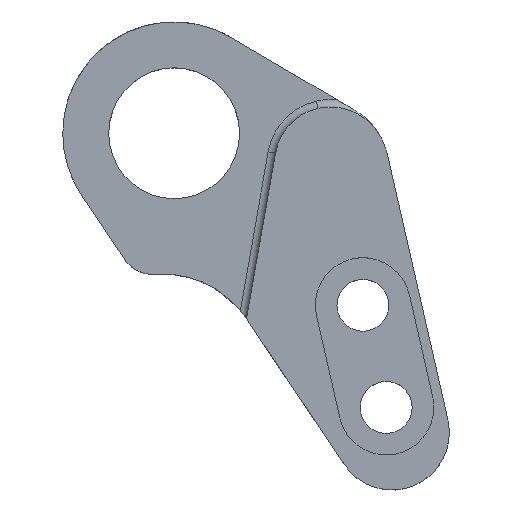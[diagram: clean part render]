
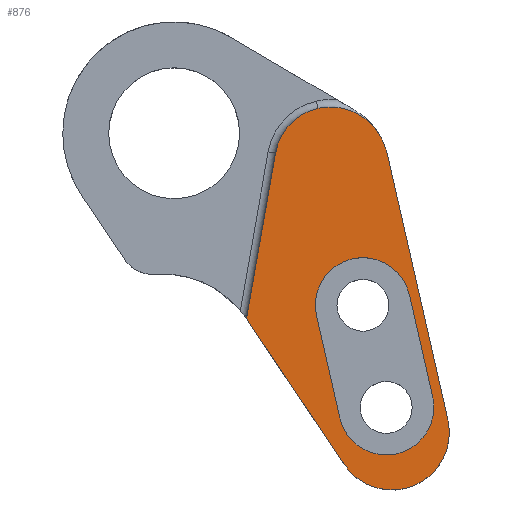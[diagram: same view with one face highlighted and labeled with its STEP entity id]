
A CAD part, top view. The second image highlights one B-rep face of the part: STEP entity #876.
In plain terms, the highlighted planar face has unit normal (0, 0, 1).
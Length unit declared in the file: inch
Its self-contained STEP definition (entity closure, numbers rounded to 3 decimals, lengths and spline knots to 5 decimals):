
#8 = DIRECTION ( 'NONE',  ( 0.222, -0.975, 0. ) ) ;
#14 = CIRCLE ( 'NONE', #275, 0.28653 ) ;
#56 = EDGE_CURVE ( 'NONE', #523, #961, #1583, .T. ) ;
#63 = CIRCLE ( 'NONE', #1541, 0.28653 ) ;
#86 = DIRECTION ( 'NONE',  ( 1., 0., 0. ) ) ;
#138 = CIRCLE ( 'NONE', #2379, 0.045 ) ;
#192 = CARTESIAN_POINT ( 'NONE',  ( 5.02559, -1.41299, 0.94492 ) ) ;
#193 = CARTESIAN_POINT ( 'NONE',  ( 5.15233, -0.42625, 0.94492 ) ) ;
#203 = CARTESIAN_POINT ( 'NONE',  ( 5.39897, -1.40565, 0.94492 ) ) ;
#225 = CARTESIAN_POINT ( 'NONE',  ( 5.53908, -2.01987, 0.94492 ) ) ;
#273 = EDGE_LOOP ( 'NONE', ( #1774, #565, #2034, #1496, #2429, #603, #1553, #1468 ) ) ;
#275 = AXIS2_PLACEMENT_3D ( 'NONE', #1790, #2612, #1023 ) ;
#279 = EDGE_CURVE ( 'NONE', #587, #816, #794, .T. ) ;
#311 = DIRECTION ( 'NONE',  ( -0.557, 0.83, 0. ) ) ;
#334 = LINE ( 'NONE', #1921, #1360 ) ;
#335 = DIRECTION ( 'NONE',  ( 1., 0., 0. ) ) ;
#363 = DIRECTION ( 'NONE',  ( 0., 0., 1. ) ) ;
#365 = CIRCLE ( 'NONE', #1831, 0.345 ) ;
#410 = EDGE_CURVE ( 'NONE', #1616, #1313, #365, .T. ) ;
#426 = EDGE_CURVE ( 'NONE', #1543, #523, #63, .T. ) ;
#432 = ORIENTED_EDGE ( 'NONE', *, *, #806, .F. ) ;
#448 = AXIS2_PLACEMENT_3D ( 'NONE', #2377, #817, #792 ) ;
#453 = AXIS2_PLACEMENT_3D ( 'NONE', #2023, #2423, #1424 ) ;
#495 = AXIS2_PLACEMENT_3D ( 'NONE', #1113, #363, #335 ) ;
#523 = VERTEX_POINT ( 'NONE', #896 ) ;
#565 = ORIENTED_EDGE ( 'NONE', *, *, #1317, .T. ) ;
#572 = CARTESIAN_POINT ( 'NONE',  ( 5.85313, -2.10824, 0.94492 ) ) ;
#587 = VERTEX_POINT ( 'NONE', #1057 ) ;
#603 = ORIENTED_EDGE ( 'NONE', *, *, #805, .F. ) ;
#619 = ORIENTED_EDGE ( 'NONE', *, *, #1579, .T. ) ;
#638 = DIRECTION ( 'NONE',  ( 1., 0., 0. ) ) ;
#655 = EDGE_CURVE ( 'NONE', #1616, #789, #1335, .T. ) ;
#702 = VERTEX_POINT ( 'NONE', #752 ) ;
#728 = VECTOR ( 'NONE', #8, 39.37008 ) ;
#752 = CARTESIAN_POINT ( 'NONE',  ( 6.09778, -1.89242, 0.94492 ) ) ;
#783 = VECTOR ( 'NONE', #868, 39.37008 ) ;
#789 = VERTEX_POINT ( 'NONE', #1041 ) ;
#792 = DIRECTION ( 'NONE',  ( 1., 0., 0. ) ) ;
#794 = LINE ( 'NONE', #849, #1958 ) ;
#805 = EDGE_CURVE ( 'NONE', #1493, #1665, #1452, .T. ) ;
#806 = EDGE_CURVE ( 'NONE', #961, #1014, #2557, .T. ) ;
#816 = VERTEX_POINT ( 'NONE', #193 ) ;
#817 = DIRECTION ( 'NONE',  ( 0., 0., 1. ) ) ;
#820 = CIRCLE ( 'NONE', #1488, 0.33528 ) ;
#827 = CARTESIAN_POINT ( 'NONE',  ( 5.81843, -1.95615, 0.94492 ) ) ;
#849 = CARTESIAN_POINT ( 'NONE',  ( 5.15233, -0.42625, 0.94492 ) ) ;
#868 = DIRECTION ( 'NONE',  ( -0.222, 0.975, 0. ) ) ;
#876 = ADVANCED_FACE ( 'NONE', ( #2111, #2151 ), #1339, .T. ) ;
#896 = CARTESIAN_POINT ( 'NONE',  ( 5.39897, -1.40565, 0.94492 ) ) ;
#913 = AXIS2_PLACEMENT_3D ( 'NONE', #827, #1994, #1027 ) ;
#916 = CARTESIAN_POINT ( 'NONE',  ( 5.95767, -1.2782, 0.94492 ) ) ;
#939 = CARTESIAN_POINT ( 'NONE',  ( 5.77751, -0.31584, 0.94492 ) ) ;
#944 = CARTESIAN_POINT ( 'NONE',  ( 2.77526, 1.86139, 0.94492 ) ) ;
#961 = VERTEX_POINT ( 'NONE', #225 ) ;
#998 = DIRECTION ( 'NONE',  ( 0., 0., 1. ) ) ;
#1014 = VERTEX_POINT ( 'NONE', #2452 ) ;
#1023 = DIRECTION ( 'NONE',  ( 1., 0., 0. ) ) ;
#1027 = DIRECTION ( 'NONE',  ( 1., 0., 0. ) ) ;
#1041 = CARTESIAN_POINT ( 'NONE',  ( 4.98822, -1.43805, 0.94492 ) ) ;
#1057 = CARTESIAN_POINT ( 'NONE',  ( 4.98126, -1.40524, 0.94492 ) ) ;
#1113 = CARTESIAN_POINT ( 'NONE',  ( 5.48261, -0.48396, 0.94492 ) ) ;
#1136 = CARTESIAN_POINT ( 'NONE',  ( 5.40804, -0.15708, 0.94492 ) ) ;
#1242 = CIRCLE ( 'NONE', #448, 0.34123 ) ;
#1278 = DIRECTION ( 'NONE',  ( 0.172, 0.985, 0. ) ) ;
#1313 = VERTEX_POINT ( 'NONE', #1587 ) ;
#1317 = EDGE_CURVE ( 'NONE', #587, #789, #138, .T. ) ;
#1335 = LINE ( 'NONE', #944, #1732 ) ;
#1339 = PLANE ( 'NONE',  #495 ) ;
#1360 = VECTOR ( 'NONE', #1705, 39.37008 ) ;
#1383 = DIRECTION ( 'NONE',  ( 1., 0., 0. ) ) ;
#1391 = CARTESIAN_POINT ( 'NONE',  ( 5.82565, -0.43651, 0.94492 ) ) ;
#1407 = DIRECTION ( 'NONE',  ( 1., 0., 0. ) ) ;
#1424 = DIRECTION ( 'NONE',  ( 1., 0., 0. ) ) ;
#1439 = CARTESIAN_POINT ( 'NONE',  ( 5.81897, -0.40724, 0.94492 ) ) ;
#1452 = CIRCLE ( 'NONE', #453, 0.42 ) ;
#1462 = ORIENTED_EDGE ( 'NONE', *, *, #56, .F. ) ;
#1468 = ORIENTED_EDGE ( 'NONE', *, *, #1649, .T. ) ;
#1488 = AXIS2_PLACEMENT_3D ( 'NONE', #2417, #998, #1407 ) ;
#1493 = VERTEX_POINT ( 'NONE', #939 ) ;
#1496 = ORIENTED_EDGE ( 'NONE', *, *, #410, .T. ) ;
#1541 = AXIS2_PLACEMENT_3D ( 'NONE', #2427, #1617, #638 ) ;
#1543 = VERTEX_POINT ( 'NONE', #916 ) ;
#1553 = ORIENTED_EDGE ( 'NONE', *, *, #2075, .T. ) ;
#1579 = EDGE_CURVE ( 'NONE', #1543, #702, #334, .T. ) ;
#1583 = LINE ( 'NONE', #203, #728 ) ;
#1587 = CARTESIAN_POINT ( 'NONE',  ( 6.18949, -2.03151, 0.94492 ) ) ;
#1602 = ORIENTED_EDGE ( 'NONE', *, *, #1681, .F. ) ;
#1616 = VERTEX_POINT ( 'NONE', #1950 ) ;
#1617 = DIRECTION ( 'NONE',  ( 0., 0., 1. ) ) ;
#1649 = EDGE_CURVE ( 'NONE', #2555, #816, #820, .T. ) ;
#1665 = VERTEX_POINT ( 'NONE', #1391 ) ;
#1674 = EDGE_LOOP ( 'NONE', ( #1462, #2400, #619, #1602, #432 ) ) ;
#1681 = EDGE_CURVE ( 'NONE', #1014, #702, #14, .T. ) ;
#1705 = DIRECTION ( 'NONE',  ( 0.222, -0.975, 0. ) ) ;
#1732 = VECTOR ( 'NONE', #311, 39.37008 ) ;
#1774 = ORIENTED_EDGE ( 'NONE', *, *, #279, .F. ) ;
#1790 = CARTESIAN_POINT ( 'NONE',  ( 5.81843, -1.95615, 0.94492 ) ) ;
#1831 = AXIS2_PLACEMENT_3D ( 'NONE', #572, #1885, #86 ) ;
#1885 = DIRECTION ( 'NONE',  ( 0., 0., 1. ) ) ;
#1921 = CARTESIAN_POINT ( 'NONE',  ( 5.95767, -1.2782, 0.94492 ) ) ;
#1950 = CARTESIAN_POINT ( 'NONE',  ( 5.5666, -2.30041, 0.94492 ) ) ;
#1958 = VECTOR ( 'NONE', #1278, 39.37008 ) ;
#1994 = DIRECTION ( 'NONE',  ( 0., 0., 1. ) ) ;
#2012 = LINE ( 'NONE', #1439, #783 ) ;
#2023 = CARTESIAN_POINT ( 'NONE',  ( 5.41616, -0.52991, 0.94492 ) ) ;
#2034 = ORIENTED_EDGE ( 'NONE', *, *, #655, .F. ) ;
#2075 = EDGE_CURVE ( 'NONE', #1493, #2555, #1242, .T. ) ;
#2111 = FACE_BOUND ( 'NONE', #1674, .T. ) ;
#2151 = FACE_OUTER_BOUND ( 'NONE', #273, .T. ) ;
#2266 = EDGE_CURVE ( 'NONE', #1313, #1665, #2012, .T. ) ;
#2377 = CARTESIAN_POINT ( 'NONE',  ( 5.48393, -0.48977, 0.94492 ) ) ;
#2379 = AXIS2_PLACEMENT_3D ( 'NONE', #192, #2399, #1383 ) ;
#2399 = DIRECTION ( 'NONE',  ( 0., 0., 1. ) ) ;
#2400 = ORIENTED_EDGE ( 'NONE', *, *, #426, .F. ) ;
#2417 = CARTESIAN_POINT ( 'NONE',  ( 5.48261, -0.48396, 0.94492 ) ) ;
#2423 = DIRECTION ( 'NONE',  ( 0., 0., -1. ) ) ;
#2427 = CARTESIAN_POINT ( 'NONE',  ( 5.67832, -1.34192, 0.94492 ) ) ;
#2429 = ORIENTED_EDGE ( 'NONE', *, *, #2266, .T. ) ;
#2452 = CARTESIAN_POINT ( 'NONE',  ( 6.10496, -1.95615, 0.94492 ) ) ;
#2555 = VERTEX_POINT ( 'NONE', #1136 ) ;
#2557 = CIRCLE ( 'NONE', #913, 0.28653 ) ;
#2612 = DIRECTION ( 'NONE',  ( 0., 0., 1. ) ) ;
